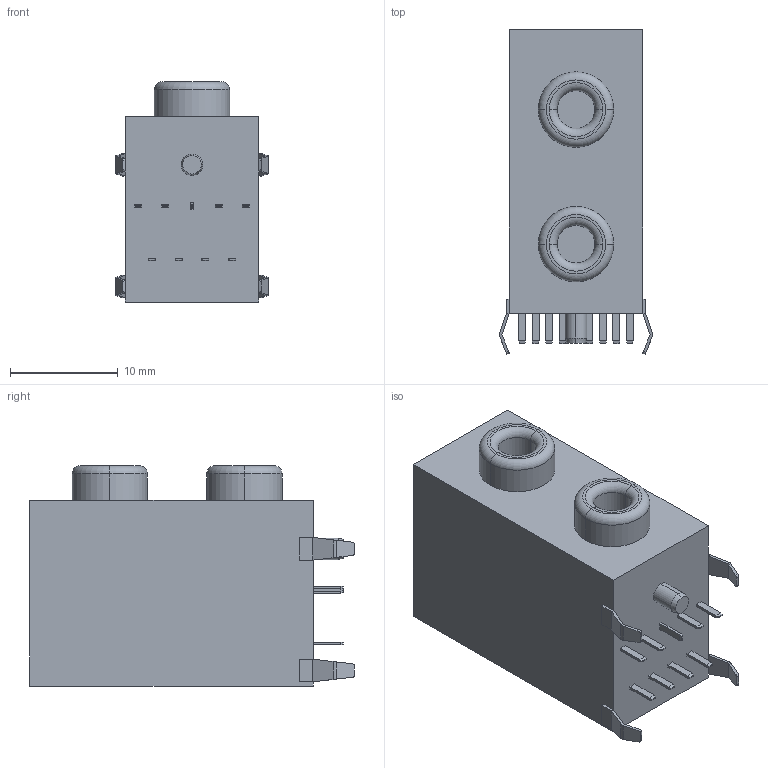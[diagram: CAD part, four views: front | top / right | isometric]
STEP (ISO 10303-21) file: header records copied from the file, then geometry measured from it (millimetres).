
FILE_DESCRIPTION (( 'STEP AP214' ), '1' );
FILE_NAME ('CONECTOR ATX JACK 2 PORT.STEP', '2023-11-03T14:07:07', ( '' ), ( '' ), 'SwSTEP 2.0', 'SolidWorks 2019', '' );
FILE_SCHEMA (( 'AUTOMOTIVE_DESIGN' ));
Length unit declared in the file: millimetre
Products named in the file (1): CONECTOR ATX JACK 2 PORT
Bounding box: 14.22 x 30.13 x 20.45 mm (x, y, z)
Volume: 5796 mm3; surface area: 2345.9 mm2
Topology: 1 solids, 1 shells, 170 faces, 400 edges, 246 vertices
Faces by surface type: plane 136, cylinder 24, torus 8, cone 2
Entity records: 4760 total; most frequent: CARTESIAN_POINT 901, ORIENTED_EDGE 800, DIRECTION 752, EDGE_CURVE 400, LINE 334, VECTOR 334, VERTEX_POINT 246, AXIS2_PLACEMENT_3D 209
